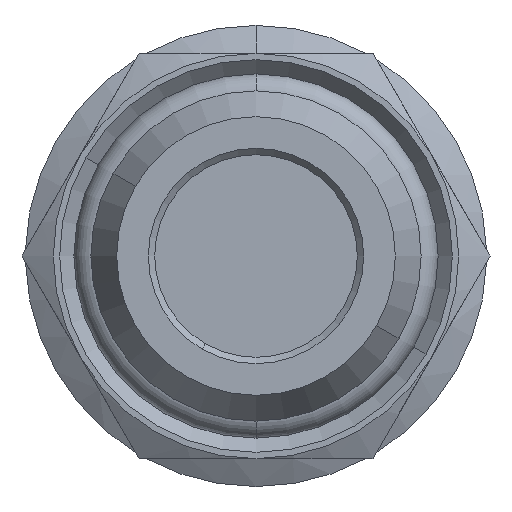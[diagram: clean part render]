
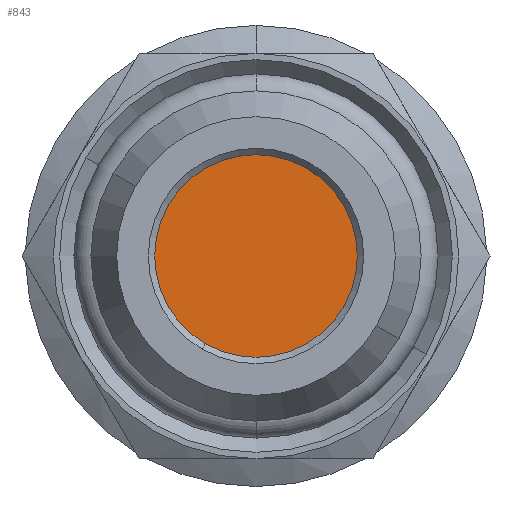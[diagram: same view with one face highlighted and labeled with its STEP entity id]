
A CAD part, front view. The second image highlights one B-rep face of the part: STEP entity #843.
In plain terms, the highlighted planar face has unit normal (0, -1, 0).
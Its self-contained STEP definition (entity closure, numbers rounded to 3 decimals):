
#165 = VERTEX_POINT ( 'NONE', #6261 ) ;
#208 = VERTEX_POINT ( 'NONE', #6295 ) ;
#243 = AXIS2_PLACEMENT_3D ( 'NONE', #382, #383, #384 ) ;
#374 = PLANE ( 'NONE',  #243 ) ;
#382 = CARTESIAN_POINT ( 'NONE',  ( 0., -17.536, 0. ) ) ;
#383 = DIRECTION ( 'NONE',  ( 0., -1., 0. ) ) ;
#384 = DIRECTION ( 'NONE',  ( 0., 0., -1. ) ) ;
#843 = ADVANCED_FACE ( 'NONE', ( #11275 ), #374, .T. ) ;
#6261 = CARTESIAN_POINT ( 'NONE',  ( 2., -17.536, 3.464 ) ) ;
#6295 = CARTESIAN_POINT ( 'NONE',  ( -2., -17.536, -3.464 ) ) ;
#11275 = FACE_OUTER_BOUND ( 'NONE', #25108, .T. ) ;
#11474 = EDGE_CURVE ( 'NONE', #208, #165, #13092, .T. ) ;
#13092 = CIRCLE ( 'NONE', #19679, 4. ) ;
#19562 = AXIS2_PLACEMENT_3D ( 'NONE', #26387, #26388, #26389 ) ;
#19679 = AXIS2_PLACEMENT_3D ( 'NONE', #20783, #20784, #20785 ) ;
#20783 = CARTESIAN_POINT ( 'NONE',  ( 0., -17.536, 0. ) ) ;
#20784 = DIRECTION ( 'NONE',  ( 0., -1., 0. ) ) ;
#20785 = DIRECTION ( 'NONE',  ( 0., 0., -1. ) ) ;
#21237 = ORIENTED_EDGE ( 'NONE', *, *, #11474, .T. ) ;
#21238 = ORIENTED_EDGE ( 'NONE', *, *, #22227, .T. ) ;
#22227 = EDGE_CURVE ( 'NONE', #165, #208, #25345, .T. ) ;
#25108 = EDGE_LOOP ( 'NONE', ( #21237, #21238 ) ) ;
#25345 = CIRCLE ( 'NONE', #19562, 4. ) ;
#26387 = CARTESIAN_POINT ( 'NONE',  ( 0., -17.536, 0. ) ) ;
#26388 = DIRECTION ( 'NONE',  ( 0., -1., 0. ) ) ;
#26389 = DIRECTION ( 'NONE',  ( 0., 0., -1. ) ) ;
